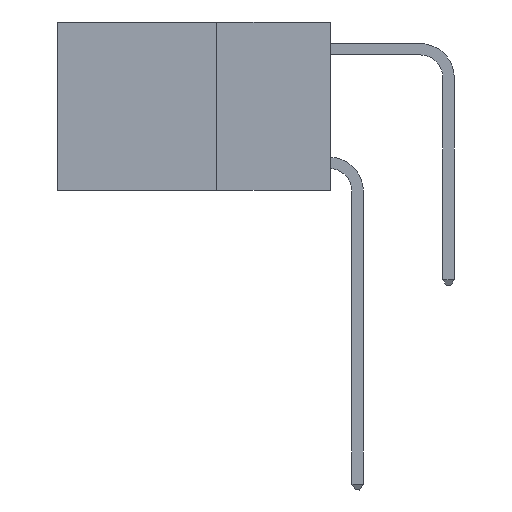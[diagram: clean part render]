
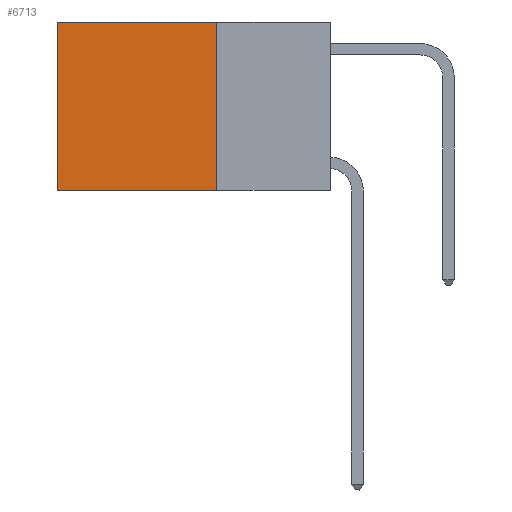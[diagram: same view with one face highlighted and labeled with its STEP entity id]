
A CAD part, left-side view. The second image highlights one B-rep face of the part: STEP entity #6713.
In plain terms, the highlighted planar face has unit normal (-1, 0, 0).
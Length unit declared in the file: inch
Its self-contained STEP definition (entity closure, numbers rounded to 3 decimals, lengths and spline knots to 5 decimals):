
#943 = CARTESIAN_POINT ( 'NONE',  ( 0.2625, 0.25, -0.37 ) ) ;
#1163 = VECTOR ( 'NONE', #3350, 39.37008 ) ;
#2068 = LINE ( 'NONE', #3632, #4841 ) ;
#2124 = DIRECTION ( 'NONE',  ( 0., 0., -1. ) ) ;
#2529 = VECTOR ( 'NONE', #12315, 39.37008 ) ;
#3191 = EDGE_CURVE ( 'NONE', #3218, #6621, #7431, .T. ) ;
#3218 = VERTEX_POINT ( 'NONE', #9074 ) ;
#3350 = DIRECTION ( 'NONE',  ( 0., 1., 0. ) ) ;
#3632 = CARTESIAN_POINT ( 'NONE',  ( 0.2625, 0.25, 0. ) ) ;
#3726 = EDGE_CURVE ( 'NONE', #6810, #10749, #5586, .T. ) ;
#3851 = ORIENTED_EDGE ( 'NONE', *, *, #3191, .T. ) ;
#4841 = VECTOR ( 'NONE', #7135, 39.37008 ) ;
#4879 = AXIS2_PLACEMENT_3D ( 'NONE', #8898, #6670, #14475 ) ;
#5586 = LINE ( 'NONE', #11222, #2529 ) ;
#6621 = VERTEX_POINT ( 'NONE', #9854 ) ;
#6670 = DIRECTION ( 'NONE',  ( 1., 0., 0. ) ) ;
#6713 = ADVANCED_FACE ( 'NONE', ( #14308 ), #12278, .F. ) ;
#6810 = VERTEX_POINT ( 'NONE', #943 ) ;
#7135 = DIRECTION ( 'NONE',  ( 0., 0., -1. ) ) ;
#7143 = ORIENTED_EDGE ( 'NONE', *, *, #7681, .F. ) ;
#7431 = LINE ( 'NONE', #12355, #1163 ) ;
#7452 = LINE ( 'NONE', #10177, #12696 ) ;
#7681 = EDGE_CURVE ( 'NONE', #3218, #6810, #2068, .T. ) ;
#8496 = ORIENTED_EDGE ( 'NONE', *, *, #10428, .T. ) ;
#8898 = CARTESIAN_POINT ( 'NONE',  ( 0.2625, 0.25, 0. ) ) ;
#9074 = CARTESIAN_POINT ( 'NONE',  ( 0.2625, 0.25, 0. ) ) ;
#9854 = CARTESIAN_POINT ( 'NONE',  ( 0.2625, 0.6, 0. ) ) ;
#9862 = EDGE_LOOP ( 'NONE', ( #8496, #11056, #7143, #3851 ) ) ;
#10177 = CARTESIAN_POINT ( 'NONE',  ( 0.2625, 0.6, 0. ) ) ;
#10428 = EDGE_CURVE ( 'NONE', #6621, #10749, #7452, .T. ) ;
#10749 = VERTEX_POINT ( 'NONE', #11865 ) ;
#11056 = ORIENTED_EDGE ( 'NONE', *, *, #3726, .F. ) ;
#11222 = CARTESIAN_POINT ( 'NONE',  ( 0.2625, 0.25, -0.37 ) ) ;
#11865 = CARTESIAN_POINT ( 'NONE',  ( 0.2625, 0.6, -0.37 ) ) ;
#12278 = PLANE ( 'NONE',  #4879 ) ;
#12315 = DIRECTION ( 'NONE',  ( 0., 1., 0. ) ) ;
#12355 = CARTESIAN_POINT ( 'NONE',  ( 0.2625, 0.25, 0. ) ) ;
#12696 = VECTOR ( 'NONE', #2124, 39.37008 ) ;
#14308 = FACE_OUTER_BOUND ( 'NONE', #9862, .T. ) ;
#14475 = DIRECTION ( 'NONE',  ( 0., 0., -1. ) ) ;
